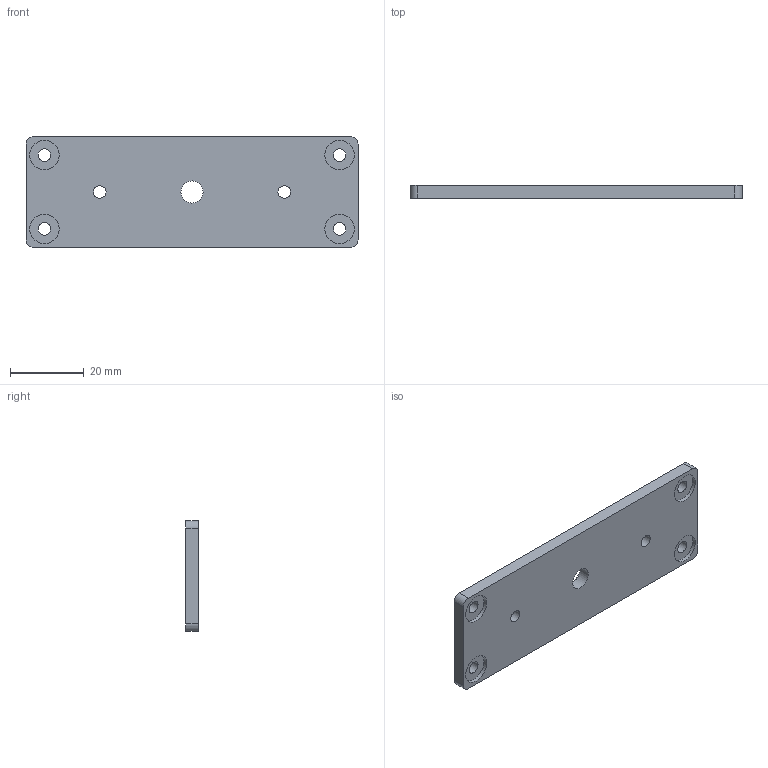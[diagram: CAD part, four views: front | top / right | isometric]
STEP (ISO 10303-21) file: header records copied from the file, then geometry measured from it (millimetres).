
FILE_DESCRIPTION(/* description */ (''),/* implementation_level */ '2;1');
FILE_NAME(/* name */ 'motor mount plate for print.step',/* time_stamp */ '2025-05-21T11:50:59+02:00',/* author */ ('klawy'),/* organization */ (''),/* preprocessor_version */ 'ST-DEVELOPER v20',/* originating_system */ 'Autodesk Inventor 2025',/* authorisation */ '');
FILE_SCHEMA (('AUTOMOTIVE_DESIGN { 1 0 10303 214 3 1 1 }'));
Length unit declared in the file: millimetre
Products named in the file (1): motor mount plate  for print
Bounding box: 90 x 3.5 x 30 mm (x, y, z)
Volume: 8983 mm3; surface area: 6401 mm2
Topology: 1 solids, 1 shells, 26 faces, 60 edges, 40 vertices
Faces by surface type: cylinder 15, plane 10, cone 1
Full cylindrical faces by diameter (mm): 3.4 x6, 6 x1, 8 x4
Entity records: 827 total; most frequent: DIRECTION 146, CARTESIAN_POINT 127, ORIENTED_EDGE 120, EDGE_CURVE 60, AXIS2_PLACEMENT_3D 59, EDGE_LOOP 44, VERTEX_POINT 40, CIRCLE 32
